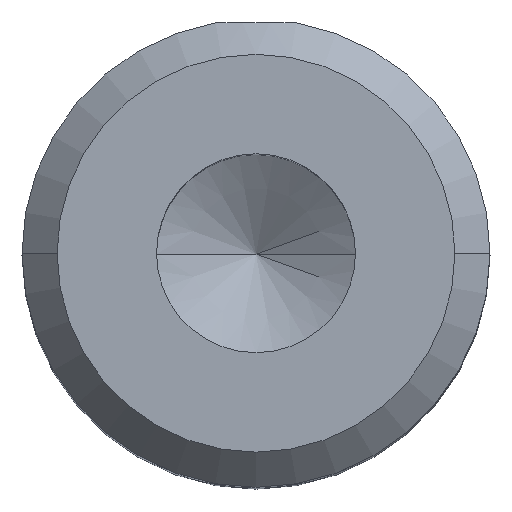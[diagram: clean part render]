
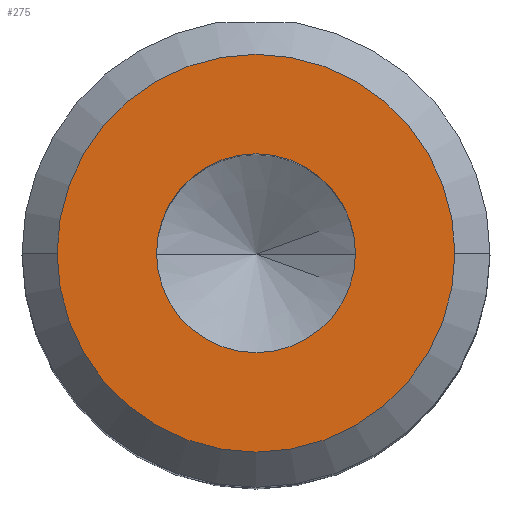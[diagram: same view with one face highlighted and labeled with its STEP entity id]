
A CAD part, top view. The second image highlights one B-rep face of the part: STEP entity #275.
In plain terms, the highlighted planar face has unit normal (0, 0, 1).
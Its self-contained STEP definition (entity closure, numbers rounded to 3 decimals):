
#33 = AXIS2_PLACEMENT_3D ( 'NONE', #762, #162, #870 ) ;
#36 = VERTEX_POINT ( 'NONE', #631 ) ;
#37 = CARTESIAN_POINT ( 'NONE',  ( 0., 0., 25. ) ) ;
#138 = EDGE_LOOP ( 'NONE', ( #640, #734 ) ) ;
#146 = DIRECTION ( 'NONE',  ( 1., 0., 0. ) ) ;
#162 = DIRECTION ( 'NONE',  ( 0., 0., 1. ) ) ;
#222 = ORIENTED_EDGE ( 'NONE', *, *, #1125, .F. ) ;
#275 = ADVANCED_FACE ( 'NONE', ( #1161, #644 ), #669, .T. ) ;
#278 = CARTESIAN_POINT ( 'NONE',  ( 0., 0., 25. ) ) ;
#360 = DIRECTION ( 'NONE',  ( 0., 0., 1. ) ) ;
#371 = DIRECTION ( 'NONE',  ( 1., 0., 0. ) ) ;
#386 = DIRECTION ( 'NONE',  ( 1., 0., 0. ) ) ;
#406 = AXIS2_PLACEMENT_3D ( 'NONE', #763, #977, #371 ) ;
#421 = EDGE_LOOP ( 'NONE', ( #222, #1143 ) ) ;
#466 = CIRCLE ( 'NONE', #1103, 4.25 ) ;
#501 = CARTESIAN_POINT ( 'NONE',  ( 4.25, 0., 25. ) ) ;
#558 = VERTEX_POINT ( 'NONE', #501 ) ;
#631 = CARTESIAN_POINT ( 'NONE',  ( -8.5, 0., 25. ) ) ;
#640 = ORIENTED_EDGE ( 'NONE', *, *, #1116, .T. ) ;
#644 = FACE_BOUND ( 'NONE', #421, .T. ) ;
#665 = AXIS2_PLACEMENT_3D ( 'NONE', #968, #360, #1067 ) ;
#669 = PLANE ( 'NONE',  #406 ) ;
#734 = ORIENTED_EDGE ( 'NONE', *, *, #789, .T. ) ;
#751 = DIRECTION ( 'NONE',  ( 0., 0., 1. ) ) ;
#762 = CARTESIAN_POINT ( 'NONE',  ( 0., 0., 25. ) ) ;
#763 = CARTESIAN_POINT ( 'NONE',  ( 0., 0., 25. ) ) ;
#789 = EDGE_CURVE ( 'NONE', #1310, #36, #1013, .T. ) ;
#849 = EDGE_CURVE ( 'NONE', #1218, #558, #466, .T. ) ;
#868 = AXIS2_PLACEMENT_3D ( 'NONE', #37, #751, #146 ) ;
#870 = DIRECTION ( 'NONE',  ( 1., 0., 0. ) ) ;
#968 = CARTESIAN_POINT ( 'NONE',  ( 0., 0., 25. ) ) ;
#977 = DIRECTION ( 'NONE',  ( 0., 0., 1. ) ) ;
#991 = DIRECTION ( 'NONE',  ( 0., 0., 1. ) ) ;
#999 = CIRCLE ( 'NONE', #665, 4.25 ) ;
#1013 = CIRCLE ( 'NONE', #33, 8.5 ) ;
#1067 = DIRECTION ( 'NONE',  ( 1., 0., 0. ) ) ;
#1073 = CARTESIAN_POINT ( 'NONE',  ( 8.5, 0., 25. ) ) ;
#1103 = AXIS2_PLACEMENT_3D ( 'NONE', #278, #991, #386 ) ;
#1116 = EDGE_CURVE ( 'NONE', #36, #1310, #1304, .T. ) ;
#1125 = EDGE_CURVE ( 'NONE', #558, #1218, #999, .T. ) ;
#1143 = ORIENTED_EDGE ( 'NONE', *, *, #849, .F. ) ;
#1161 = FACE_OUTER_BOUND ( 'NONE', #138, .T. ) ;
#1165 = CARTESIAN_POINT ( 'NONE',  ( -4.25, 0., 25. ) ) ;
#1218 = VERTEX_POINT ( 'NONE', #1165 ) ;
#1304 = CIRCLE ( 'NONE', #868, 8.5 ) ;
#1310 = VERTEX_POINT ( 'NONE', #1073 ) ;
